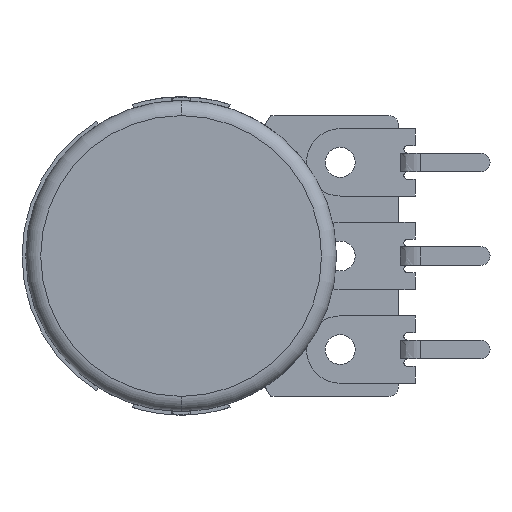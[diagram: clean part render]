
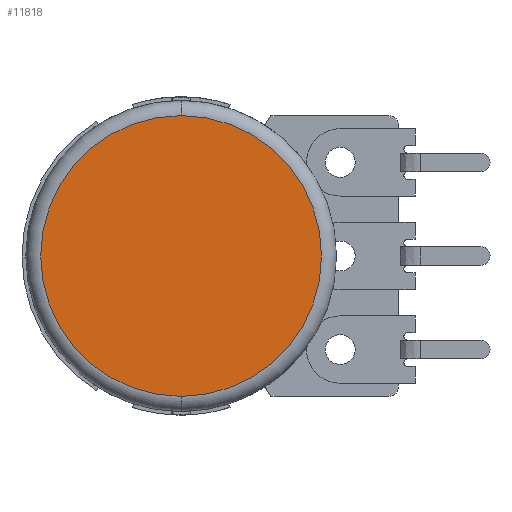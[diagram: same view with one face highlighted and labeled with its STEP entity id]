
A CAD part, left-side view. The second image highlights one B-rep face of the part: STEP entity #11818.
In plain terms, the highlighted planar face has unit normal (-1, 0, 0).
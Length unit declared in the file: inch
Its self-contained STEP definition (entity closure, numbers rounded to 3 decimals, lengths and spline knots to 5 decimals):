
#4755=CARTESIAN_POINT('',(-9.1,0.,0.));
#4756=DIRECTION('',(-1.,0.,0.));
#4757=DIRECTION('',(0.,0.,1.));
#4758=AXIS2_PLACEMENT_3D('',#4755,#4756,#4757);
#4760=CARTESIAN_POINT('',(-9.1,0.,0.));
#4761=DIRECTION('',(1.,0.,0.));
#4762=DIRECTION('',(0.,0.,1.));
#4763=AXIS2_PLACEMENT_3D('',#4760,#4761,#4762);
#4926=CARTESIAN_POINT('',(-9.1,0.,7.5));
#4927=VERTEX_POINT('',#4926);
#4936=CARTESIAN_POINT('',(-9.1,0.,-7.5));
#4937=VERTEX_POINT('',#4936);
#11809=CARTESIAN_POINT('',(-9.1,0.,0.));
#11810=DIRECTION('',(1.,0.,0.));
#11811=DIRECTION('',(0.,0.,-1.));
#11812=AXIS2_PLACEMENT_3D('',#11809,#11810,#11811);
#11813=PLANE('',#11812);
#11814=ORIENTED_EDGE('',*,*,#11788,.F.);
#11815=ORIENTED_EDGE('',*,*,#11804,.T.);
#11816=EDGE_LOOP('',(#11814,#11815));
#11817=FACE_OUTER_BOUND('',#11816,.F.);
#11818=ADVANCED_FACE('',(#11817),#11813,.F.);
#4759=CIRCLE('',#4758,7.5);
#4764=CIRCLE('',#4763,7.5);
#11788=EDGE_CURVE('',#4927,#4937,#4759,.T.);
#11804=EDGE_CURVE('',#4927,#4937,#4764,.T.);
